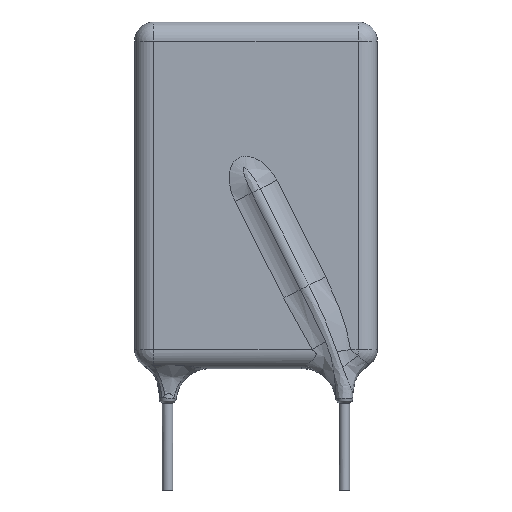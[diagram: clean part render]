
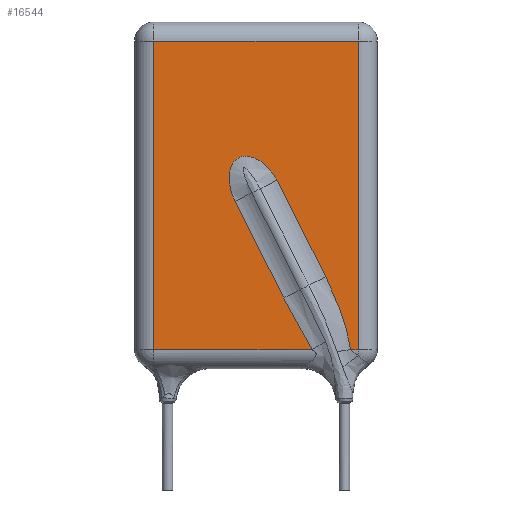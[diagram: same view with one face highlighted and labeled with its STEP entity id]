
A CAD part, front view. The second image highlights one B-rep face of the part: STEP entity #16544.
In plain terms, the highlighted planar face has unit normal (0, -1, 0).
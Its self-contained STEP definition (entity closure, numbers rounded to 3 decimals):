
#109 = VECTOR ( 'NONE', #14925, 1000. ) ;
#260 = VERTEX_POINT ( 'NONE', #11335 ) ;
#286 = CARTESIAN_POINT ( 'NONE',  ( -1.512, -1.1, 12.518 ) ) ;
#366 = CARTESIAN_POINT ( 'NONE',  ( -1.334, -1.1, 13.875 ) ) ;
#421 = CARTESIAN_POINT ( 'NONE',  ( 7., -1.1, 3.1 ) ) ;
#580 = ORIENTED_EDGE ( 'NONE', *, *, #8340, .T. ) ;
#1076 = CARTESIAN_POINT ( 'NONE',  ( -3.708, -1.1, 16.601 ) ) ;
#1412 = PLANE ( 'NONE',  #11472 ) ;
#1479 = CARTESIAN_POINT ( 'NONE',  ( -1.392, -1.1, 13.773 ) ) ;
#1598 = CARTESIAN_POINT ( 'NONE',  ( 4.654, -1.1, 5.954 ) ) ;
#1638 = ORIENTED_EDGE ( 'NONE', *, *, #11981, .T. ) ;
#1663 = CARTESIAN_POINT ( 'NONE',  ( 7., -1.1, 22. ) ) ;
#1805 = CARTESIAN_POINT ( 'NONE',  ( -0.188, -1.1, 14.191 ) ) ;
#1959 = ORIENTED_EDGE ( 'NONE', *, *, #13578, .T. ) ;
#2118 = CARTESIAN_POINT ( 'NONE',  ( 5.9, -1.1, 3.1 ) ) ;
#2750 = CARTESIAN_POINT ( 'NONE',  ( 5.152, -1.1, 4.552 ) ) ;
#2794 = CARTESIAN_POINT ( 'NONE',  ( -0.879, -1.1, 14.226 ) ) ;
#2903 = CARTESIAN_POINT ( 'NONE',  ( 5.9, -1.1, 20.9 ) ) ;
#3263 = CARTESIAN_POINT ( 'NONE',  ( 2.66, -1.1, 4.075 ) ) ;
#3546 = LINE ( 'NONE', #12536, #4181 ) ;
#3596 = CARTESIAN_POINT ( 'NONE',  ( -5.9, -1.1, 20.9 ) ) ;
#4057 = ORIENTED_EDGE ( 'NONE', *, *, #12079, .T. ) ;
#4181 = VECTOR ( 'NONE', #9875, 1000. ) ;
#4254 = CARTESIAN_POINT ( 'NONE',  ( -1.182, -1.1, 14.052 ) ) ;
#4514 = B_SPLINE_CURVE_WITH_KNOTS ( 'NONE', 3,
 ( #10577, #15836, #10825, #286, #9305, #9562, #14564, #1479, #366, #4254, #5626, #2794, #13263, #5465, #9460, #1805, #15316, #9888, #6125, #7409, #7160, #4675, #10059, #12380 ),
 .UNSPECIFIED., .F., .F.,
 ( 4, 2, 2, 2, 2, 2, 2, 2, 2, 2, 2, 4 ),
 ( 0., 0.001, 0.001, 0.002, 0.002, 0.003, 0.003, 0.003, 0.004, 0.004, 0.005, 0.006 ),
 .UNSPECIFIED. ) ;
#4664 = EDGE_CURVE ( 'NONE', #14963, #11638, #3546, .T. ) ;
#4675 = CARTESIAN_POINT ( 'NONE',  ( 0.978, -1.1, 13.27 ) ) ;
#5276 = CARTESIAN_POINT ( 'NONE',  ( 4.02, -1.1, 7.298 ) ) ;
#5465 = CARTESIAN_POINT ( 'NONE',  ( -0.53, -1.1, 14.263 ) ) ;
#5626 = CARTESIAN_POINT ( 'NONE',  ( -1.09, -1.1, 14.125 ) ) ;
#5732 = DIRECTION ( 'NONE',  ( -1., 0., 0. ) ) ;
#5801 = B_SPLINE_CURVE_WITH_KNOTS ( 'NONE', 3,
 ( #15883, #10783, #1598, #2750, #11994, #8148 ),
 .UNSPECIFIED., .F., .F.,
 ( 4, 2, 4 ),
 ( 0., 0.002, 0.004 ),
 .UNSPECIFIED. ) ;
#5904 = LINE ( 'NONE', #8588, #6801 ) ;
#6000 = DIRECTION ( 'NONE',  ( 0., 0., 1. ) ) ;
#6125 = CARTESIAN_POINT ( 'NONE',  ( 0.228, -1.1, 13.985 ) ) ;
#6139 = CARTESIAN_POINT ( 'NONE',  ( 1.598, -1.1, 6.077 ) ) ;
#6330 = DIRECTION ( 'NONE',  ( -0.45, 0., 0.893 ) ) ;
#6499 = EDGE_CURVE ( 'NONE', #7314, #8406, #8574, .T. ) ;
#6573 = VECTOR ( 'NONE', #6330, 1000. ) ;
#6657 = DIRECTION ( 'NONE',  ( 0., 1., 0. ) ) ;
#6801 = VECTOR ( 'NONE', #6000, 1000. ) ;
#6834 = DIRECTION ( 'NONE',  ( 1., 0., 0. ) ) ;
#7160 = CARTESIAN_POINT ( 'NONE',  ( 0.677, -1.1, 13.625 ) ) ;
#7314 = VERTEX_POINT ( 'NONE', #6139 ) ;
#7409 = CARTESIAN_POINT ( 'NONE',  ( 0.51, -1.1, 13.784 ) ) ;
#7506 = EDGE_LOOP ( 'NONE', ( #15238, #13652, #13716, #16332, #13800, #580, #1959, #1638, #4057, #7548 ) ) ;
#7548 = ORIENTED_EDGE ( 'NONE', *, *, #4664, .T. ) ;
#7796 = EDGE_CURVE ( 'NONE', #11638, #14306, #11059, .T. ) ;
#8148 = CARTESIAN_POINT ( 'NONE',  ( 5.459, -1.1, 3.1 ) ) ;
#8256 = DIRECTION ( 'NONE',  ( 1., 0., 0. ) ) ;
#8340 = EDGE_CURVE ( 'NONE', #14547, #260, #5801, .T. ) ;
#8406 = VERTEX_POINT ( 'NONE', #14521 ) ;
#8409 = EDGE_CURVE ( 'NONE', #15794, #14547, #16294, .T. ) ;
#8494 = CARTESIAN_POINT ( 'NONE',  ( 2.108, -1.1, 5.064 ) ) ;
#8574 = LINE ( 'NONE', #1076, #6573 ) ;
#8588 = CARTESIAN_POINT ( 'NONE',  ( 5.9, -1.1, 22. ) ) ;
#9305 = CARTESIAN_POINT ( 'NONE',  ( -1.547, -1.1, 12.751 ) ) ;
#9460 = CARTESIAN_POINT ( 'NONE',  ( -0.414, -1.1, 14.249 ) ) ;
#9562 = CARTESIAN_POINT ( 'NONE',  ( -1.552, -1.1, 13.213 ) ) ;
#9848 = CARTESIAN_POINT ( 'NONE',  ( 1.598, -1.1, 6.077 ) ) ;
#9875 = DIRECTION ( 'NONE',  ( 0., 0., -1. ) ) ;
#9888 = CARTESIAN_POINT ( 'NONE',  ( 0.127, -1.1, 14.046 ) ) ;
#10059 = CARTESIAN_POINT ( 'NONE',  ( 1.106, -1.1, 13.077 ) ) ;
#10281 = DIRECTION ( 'NONE',  ( -1., 0., 0. ) ) ;
#10333 = VERTEX_POINT ( 'NONE', #2903 ) ;
#10362 = VECTOR ( 'NONE', #10281, 1000. ) ;
#10577 = CARTESIAN_POINT ( 'NONE',  ( -1.211, -1.1, 11.648 ) ) ;
#10783 = CARTESIAN_POINT ( 'NONE',  ( 4.355, -1.1, 6.634 ) ) ;
#10825 = CARTESIAN_POINT ( 'NONE',  ( -1.396, -1.1, 12.072 ) ) ;
#10939 = FACE_OUTER_BOUND ( 'NONE', #7506, .T. ) ;
#11059 = LINE ( 'NONE', #421, #13334 ) ;
#11096 = CARTESIAN_POINT ( 'NONE',  ( 3.239, -1.1, 3.1 ) ) ;
#11216 = CARTESIAN_POINT ( 'NONE',  ( -1.286, -1.1, 17.822 ) ) ;
#11335 = CARTESIAN_POINT ( 'NONE',  ( 5.459, -1.1, 3.1 ) ) ;
#11472 = AXIS2_PLACEMENT_3D ( 'NONE', #1663, #6657, #5732 ) ;
#11638 = VERTEX_POINT ( 'NONE', #14090 ) ;
#11981 = EDGE_CURVE ( 'NONE', #12996, #10333, #5904, .T. ) ;
#11994 = CARTESIAN_POINT ( 'NONE',  ( 5.35, -1.1, 3.837 ) ) ;
#12079 = EDGE_CURVE ( 'NONE', #10333, #14963, #15774, .T. ) ;
#12380 = CARTESIAN_POINT ( 'NONE',  ( 1.211, -1.1, 12.869 ) ) ;
#12417 = CARTESIAN_POINT ( 'NONE',  ( 3.239, -1.1, 3.1 ) ) ;
#12536 = CARTESIAN_POINT ( 'NONE',  ( -5.9, -1.1, 22. ) ) ;
#12996 = VERTEX_POINT ( 'NONE', #2118 ) ;
#13121 = CARTESIAN_POINT ( 'NONE',  ( -7., -1.1, 20.9 ) ) ;
#13263 = CARTESIAN_POINT ( 'NONE',  ( -0.763, -1.1, 14.253 ) ) ;
#13334 = VECTOR ( 'NONE', #8256, 1000. ) ;
#13441 = CARTESIAN_POINT ( 'NONE',  ( 7., -1.1, 3.1 ) ) ;
#13578 = EDGE_CURVE ( 'NONE', #260, #12996, #13594, .T. ) ;
#13594 = LINE ( 'NONE', #13441, #15264 ) ;
#13652 = ORIENTED_EDGE ( 'NONE', *, *, #15817, .T. ) ;
#13710 = B_SPLINE_CURVE_WITH_KNOTS ( 'NONE', 3,
 ( #12417, #3263, #8494, #9848 ),
 .UNSPECIFIED., .F., .F.,
 ( 4, 4 ),
 ( 0., 0.003 ),
 .UNSPECIFIED. ) ;
#13716 = ORIENTED_EDGE ( 'NONE', *, *, #6499, .T. ) ;
#13800 = ORIENTED_EDGE ( 'NONE', *, *, #8409, .T. ) ;
#13803 = CARTESIAN_POINT ( 'NONE',  ( 1.211, -1.1, 12.869 ) ) ;
#14090 = CARTESIAN_POINT ( 'NONE',  ( -5.9, -1.1, 3.1 ) ) ;
#14306 = VERTEX_POINT ( 'NONE', #11096 ) ;
#14521 = CARTESIAN_POINT ( 'NONE',  ( -1.211, -1.1, 11.648 ) ) ;
#14547 = VERTEX_POINT ( 'NONE', #5276 ) ;
#14564 = CARTESIAN_POINT ( 'NONE',  ( -1.522, -1.1, 13.448 ) ) ;
#14925 = DIRECTION ( 'NONE',  ( 0.45, 0., -0.893 ) ) ;
#14963 = VERTEX_POINT ( 'NONE', #3596 ) ;
#15238 = ORIENTED_EDGE ( 'NONE', *, *, #7796, .T. ) ;
#15264 = VECTOR ( 'NONE', #6834, 1000. ) ;
#15300 = EDGE_CURVE ( 'NONE', #8406, #15794, #4514, .T. ) ;
#15316 = CARTESIAN_POINT ( 'NONE',  ( -0.08, -1.1, 14.149 ) ) ;
#15774 = LINE ( 'NONE', #13121, #10362 ) ;
#15794 = VERTEX_POINT ( 'NONE', #13803 ) ;
#15817 = EDGE_CURVE ( 'NONE', #14306, #7314, #13710, .T. ) ;
#15836 = CARTESIAN_POINT ( 'NONE',  ( -1.316, -1.1, 11.856 ) ) ;
#15883 = CARTESIAN_POINT ( 'NONE',  ( 4.02, -1.1, 7.298 ) ) ;
#16294 = LINE ( 'NONE', #11216, #109 ) ;
#16332 = ORIENTED_EDGE ( 'NONE', *, *, #15300, .T. ) ;
#16544 = ADVANCED_FACE ( 'NONE', ( #10939 ), #1412, .F. ) ;
